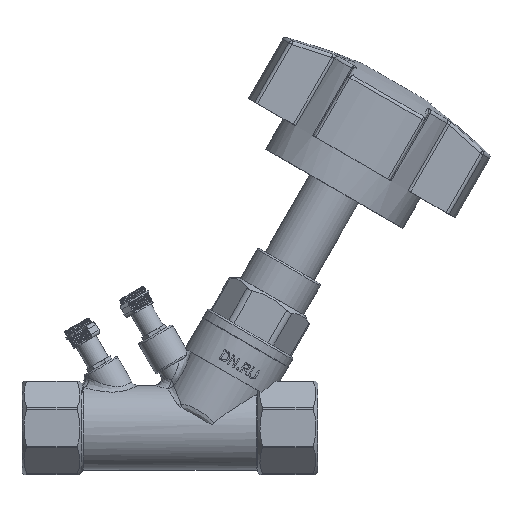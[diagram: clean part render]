
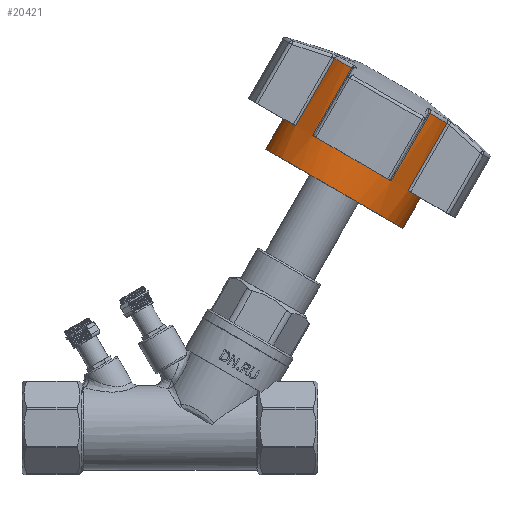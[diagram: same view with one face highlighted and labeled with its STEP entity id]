
A CAD part, top view. The second image highlights one B-rep face of the part: STEP entity #20421.
In plain terms, the highlighted cylindrical face has radius 22.5 mm (diameter 45 mm), a full revolution.
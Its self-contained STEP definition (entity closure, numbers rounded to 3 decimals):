
#3404=LINE('',#35071,#5204);
#3409=LINE('',#35294,#5209);
#3412=LINE('',#35380,#5212);
#3413=LINE('',#35552,#5213);
#3418=LINE('',#35568,#5218);
#3425=LINE('',#35619,#5225);
#3428=LINE('',#35626,#5228);
#3433=LINE('',#35702,#5233);
#3484=LINE('',#36065,#5284);
#5204=VECTOR('',#26318,10.);
#5209=VECTOR('',#26383,10.);
#5212=VECTOR('',#26408,10.);
#5213=VECTOR('',#26459,10.);
#5218=VECTOR('',#26478,10.);
#5225=VECTOR('',#26501,10.);
#5228=VECTOR('',#26508,10.);
#5233=VECTOR('',#26531,10.);
#5284=VECTOR('',#26712,22.5);
#5389=CYLINDRICAL_SURFACE('',#21993,22.5);
#6467=FACE_OUTER_BOUND('',#7590,.T.);
#7590=EDGE_LOOP('',(#18182,#18183,#18184,#18185,#18186,#18187,#18188,#18189,
#18190,#18191,#18192,#18193,#18194,#18195,#18196,#18197,#18198,#18199,#18200,
#18201));
#7878=CIRCLE('',#21834,22.5);
#7898=CIRCLE('',#21862,22.5);
#7908=CIRCLE('',#21875,22.5);
#7927=CIRCLE('',#21900,22.5);
#7945=CIRCLE('',#21934,22.5);
#7947=CIRCLE('',#21940,22.5);
#7962=CIRCLE('',#21994,22.5);
#7963=CIRCLE('',#21995,22.5);
#7964=CIRCLE('',#21996,22.5);
#7965=CIRCLE('',#21997,22.5);
#9611=VERTEX_POINT('',#35008);
#9617=VERTEX_POINT('',#35054);
#9619=VERTEX_POINT('',#35067);
#9631=VERTEX_POINT('',#35152);
#9638=VERTEX_POINT('',#35202);
#9645=VERTEX_POINT('',#35255);
#9647=VERTEX_POINT('',#35292);
#9653=VERTEX_POINT('',#35363);
#9655=VERTEX_POINT('',#35376);
#9665=VERTEX_POINT('',#35426);
#9671=VERTEX_POINT('',#35501);
#9676=VERTEX_POINT('',#35550);
#9679=VERTEX_POINT('',#35564);
#9688=VERTEX_POINT('',#35617);
#9689=VERTEX_POINT('',#35622);
#9696=VERTEX_POINT('',#35700);
#9748=VERTEX_POINT('',#36062);
#9749=VERTEX_POINT('',#36064);
#12354=EDGE_CURVE('',#9611,#9617,#7878,.T.);
#12358=EDGE_CURVE('',#9617,#9619,#3404,.T.);
#12386=EDGE_CURVE('',#9638,#9631,#7898,.T.);
#12395=EDGE_CURVE('',#9647,#9645,#3409,.T.);
#12406=EDGE_CURVE('',#9645,#9653,#7908,.T.);
#12410=EDGE_CURVE('',#9653,#9655,#3412,.T.);
#12433=EDGE_CURVE('',#9671,#9665,#7927,.T.);
#12438=EDGE_CURVE('',#9676,#9671,#3413,.T.);
#12447=EDGE_CURVE('',#9665,#9679,#3418,.T.);
#12460=EDGE_CURVE('',#9688,#9638,#3425,.T.);
#12464=EDGE_CURVE('',#9631,#9689,#3428,.T.);
#12478=EDGE_CURVE('',#9696,#9611,#3433,.T.);
#12483=EDGE_CURVE('',#9655,#9676,#7945,.T.);
#12487=EDGE_CURVE('',#9619,#9647,#7947,.T.);
#12570=EDGE_CURVE('',#9748,#9696,#7962,.T.);
#12571=EDGE_CURVE('',#9748,#9749,#3484,.T.);
#12572=EDGE_CURVE('',#9749,#9749,#7963,.T.);
#12573=EDGE_CURVE('',#9689,#9748,#7964,.T.);
#12574=EDGE_CURVE('',#9679,#9688,#7965,.T.);
#18182=ORIENTED_EDGE('',*,*,#12483,.F.);
#18183=ORIENTED_EDGE('',*,*,#12410,.F.);
#18184=ORIENTED_EDGE('',*,*,#12406,.F.);
#18185=ORIENTED_EDGE('',*,*,#12395,.F.);
#18186=ORIENTED_EDGE('',*,*,#12487,.F.);
#18187=ORIENTED_EDGE('',*,*,#12358,.F.);
#18188=ORIENTED_EDGE('',*,*,#12354,.F.);
#18189=ORIENTED_EDGE('',*,*,#12478,.F.);
#18190=ORIENTED_EDGE('',*,*,#12570,.F.);
#18191=ORIENTED_EDGE('',*,*,#12571,.T.);
#18192=ORIENTED_EDGE('',*,*,#12572,.F.);
#18193=ORIENTED_EDGE('',*,*,#12571,.F.);
#18194=ORIENTED_EDGE('',*,*,#12573,.F.);
#18195=ORIENTED_EDGE('',*,*,#12464,.F.);
#18196=ORIENTED_EDGE('',*,*,#12386,.F.);
#18197=ORIENTED_EDGE('',*,*,#12460,.F.);
#18198=ORIENTED_EDGE('',*,*,#12574,.F.);
#18199=ORIENTED_EDGE('',*,*,#12447,.F.);
#18200=ORIENTED_EDGE('',*,*,#12433,.F.);
#18201=ORIENTED_EDGE('',*,*,#12438,.F.);
#20421=ADVANCED_FACE('',(#6467),#5389,.T.);
#21834=AXIS2_PLACEMENT_3D('',#35064,#26309,#26310);
#21862=AXIS2_PLACEMENT_3D('',#35219,#26371,#26372);
#21875=AXIS2_PLACEMENT_3D('',#35373,#26399,#26400);
#21900=AXIS2_PLACEMENT_3D('',#35518,#26451,#26452);
#21934=AXIS2_PLACEMENT_3D('',#35710,#26543,#26544);
#21940=AXIS2_PLACEMENT_3D('',#35718,#26557,#26558);
#21993=AXIS2_PLACEMENT_3D('',#36061,#26708,#26709);
#21994=AXIS2_PLACEMENT_3D('',#36063,#26710,#26711);
#21995=AXIS2_PLACEMENT_3D('',#36066,#26713,#26714);
#21996=AXIS2_PLACEMENT_3D('',#36067,#26715,#26716);
#21997=AXIS2_PLACEMENT_3D('',#36068,#26717,#26718);
#26309=DIRECTION('center_axis',(0.,1.,0.));
#26310=DIRECTION('ref_axis',(0.707,0.,-0.707));
#26318=DIRECTION('',(0.,-1.,0.));
#26371=DIRECTION('center_axis',(0.,1.,0.));
#26372=DIRECTION('ref_axis',(0.707,0.,0.707));
#26383=DIRECTION('',(0.,1.,0.));
#26399=DIRECTION('center_axis',(0.,1.,0.));
#26400=DIRECTION('ref_axis',(-0.707,0.,-0.707));
#26408=DIRECTION('',(0.,-1.,0.));
#26451=DIRECTION('center_axis',(0.,1.,0.));
#26452=DIRECTION('ref_axis',(-0.707,0.,0.707));
#26459=DIRECTION('',(0.,1.,0.));
#26478=DIRECTION('',(0.,-1.,0.));
#26501=DIRECTION('',(0.,1.,0.));
#26508=DIRECTION('',(0.,-1.,0.));
#26531=DIRECTION('',(0.,1.,0.));
#26543=DIRECTION('center_axis',(0.,1.,0.));
#26544=DIRECTION('ref_axis',(1.,0.,0.));
#26557=DIRECTION('center_axis',(0.,1.,0.));
#26558=DIRECTION('ref_axis',(1.,0.,0.));
#26708=DIRECTION('center_axis',(0.,1.,0.));
#26709=DIRECTION('ref_axis',(-1.,0.,0.));
#26710=DIRECTION('center_axis',(0.,1.,0.));
#26711=DIRECTION('ref_axis',(1.,0.,0.));
#26712=DIRECTION('',(0.,-1.,0.));
#26713=DIRECTION('center_axis',(0.,-1.,0.));
#26714=DIRECTION('ref_axis',(1.,0.,0.));
#26715=DIRECTION('center_axis',(0.,1.,0.));
#26716=DIRECTION('ref_axis',(1.,0.,0.));
#26717=DIRECTION('center_axis',(0.,1.,0.));
#26718=DIRECTION('ref_axis',(1.,0.,0.));
#35008=CARTESIAN_POINT('',(18.417,22.081,-12.926));
#35054=CARTESIAN_POINT('',(12.926,22.081,-18.417));
#35064=CARTESIAN_POINT('Origin',(0.,22.081,0.));
#35067=CARTESIAN_POINT('',(12.926,0.,-18.417));
#35071=CARTESIAN_POINT('',(12.926,0.,-18.417));
#35152=CARTESIAN_POINT('',(18.417,22.081,12.926));
#35202=CARTESIAN_POINT('',(12.926,22.081,18.417));
#35219=CARTESIAN_POINT('Origin',(0.,22.081,0.));
#35255=CARTESIAN_POINT('',(-12.926,22.081,-18.417));
#35292=CARTESIAN_POINT('',(-12.926,0.,-18.417));
#35294=CARTESIAN_POINT('',(-12.926,0.,-18.417));
#35363=CARTESIAN_POINT('',(-18.417,22.081,-12.926));
#35373=CARTESIAN_POINT('Origin',(0.,22.081,0.));
#35376=CARTESIAN_POINT('',(-18.417,0.,-12.926));
#35380=CARTESIAN_POINT('',(-18.417,0.,-12.926));
#35426=CARTESIAN_POINT('',(-12.926,22.081,18.417));
#35501=CARTESIAN_POINT('',(-18.417,22.081,12.926));
#35518=CARTESIAN_POINT('Origin',(0.,22.081,0.));
#35550=CARTESIAN_POINT('',(-18.417,0.,12.926));
#35552=CARTESIAN_POINT('',(-18.417,0.,12.926));
#35564=CARTESIAN_POINT('',(-12.926,0.,18.417));
#35568=CARTESIAN_POINT('',(-12.926,0.,18.417));
#35617=CARTESIAN_POINT('',(12.926,0.,18.417));
#35619=CARTESIAN_POINT('',(12.926,0.,18.417));
#35622=CARTESIAN_POINT('',(18.417,0.,12.926));
#35626=CARTESIAN_POINT('',(18.417,0.,12.926));
#35700=CARTESIAN_POINT('',(18.417,0.,-12.926));
#35702=CARTESIAN_POINT('',(18.417,0.,-12.926));
#35710=CARTESIAN_POINT('Origin',(0.,0.,0.));
#35718=CARTESIAN_POINT('Origin',(0.,0.,0.));
#36061=CARTESIAN_POINT('Origin',(0.,0.,0.));
#36062=CARTESIAN_POINT('',(22.5,0.,0.));
#36063=CARTESIAN_POINT('Origin',(0.,0.,0.));
#36064=CARTESIAN_POINT('',(22.5,-10.,0.));
#36065=CARTESIAN_POINT('',(22.5,0.,0.));
#36066=CARTESIAN_POINT('Origin',(0.,-10.,0.));
#36067=CARTESIAN_POINT('Origin',(0.,0.,0.));
#36068=CARTESIAN_POINT('Origin',(0.,0.,0.));
